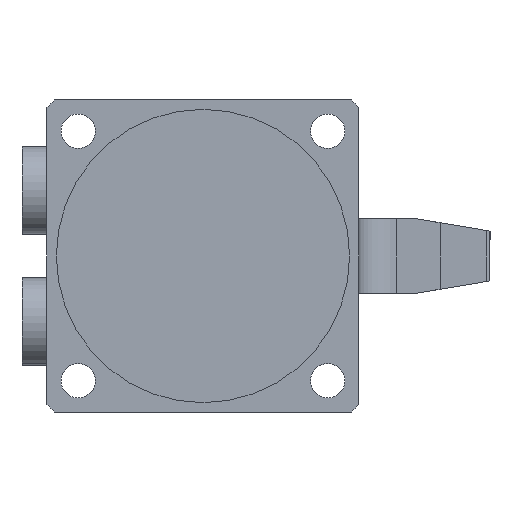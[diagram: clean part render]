
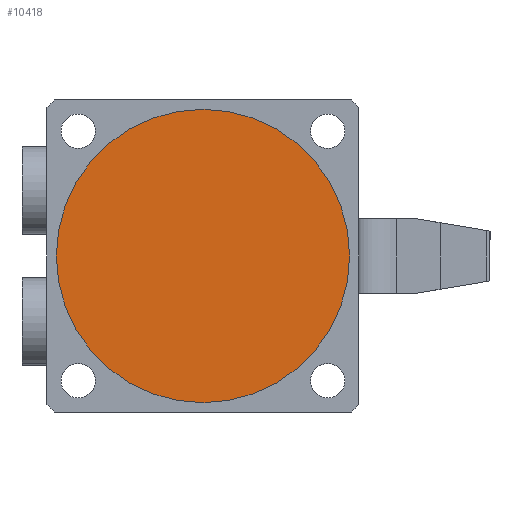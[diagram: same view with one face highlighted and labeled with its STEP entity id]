
A CAD part, front view. The second image highlights one B-rep face of the part: STEP entity #10418.
In plain terms, the highlighted planar face has unit normal (0, -1, 0).
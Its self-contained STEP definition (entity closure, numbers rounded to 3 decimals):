
#276 = CIRCLE ( 'NONE', #2588, 23.5 ) ;
#691 = CARTESIAN_POINT ( 'NONE',  ( 741.964, 71.515, 23.5 ) ) ;
#972 = DIRECTION ( 'NONE',  ( 0., 0., 1. ) ) ;
#1004 = CARTESIAN_POINT ( 'NONE',  ( 741.964, 71.515, -23.5 ) ) ;
#1890 = PLANE ( 'NONE',  #9414 ) ;
#1950 = CARTESIAN_POINT ( 'NONE',  ( 0., 71.515, 0. ) ) ;
#2022 = DIRECTION ( 'NONE',  ( 0., 1., 0. ) ) ;
#2485 = VERTEX_POINT ( 'NONE', #691 ) ;
#2588 = AXIS2_PLACEMENT_3D ( 'NONE', #16007, #8464, #972 ) ;
#2593 = EDGE_CURVE ( 'NONE', #5118, #2485, #8010, .T. ) ;
#5118 = VERTEX_POINT ( 'NONE', #1004 ) ;
#6682 = CARTESIAN_POINT ( 'NONE',  ( 741.964, 71.515, 0. ) ) ;
#6970 = DIRECTION ( 'NONE',  ( 0., 1., 0. ) ) ;
#7472 = FACE_OUTER_BOUND ( 'NONE', #11080, .T. ) ;
#8010 = CIRCLE ( 'NONE', #11956, 23.5 ) ;
#8464 = DIRECTION ( 'NONE',  ( 0., 1., 0. ) ) ;
#8482 = EDGE_CURVE ( 'NONE', #2485, #5118, #276, .T. ) ;
#9414 = AXIS2_PLACEMENT_3D ( 'NONE', #1950, #6970, #15770 ) ;
#9610 = DIRECTION ( 'NONE',  ( 0., 0., 1. ) ) ;
#9927 = ORIENTED_EDGE ( 'NONE', *, *, #2593, .F. ) ;
#10418 = ADVANCED_FACE ( 'NONE', ( #7472 ), #1890, .F. ) ;
#11080 = EDGE_LOOP ( 'NONE', ( #11566, #9927 ) ) ;
#11566 = ORIENTED_EDGE ( 'NONE', *, *, #8482, .F. ) ;
#11956 = AXIS2_PLACEMENT_3D ( 'NONE', #6682, #2022, #9610 ) ;
#15770 = DIRECTION ( 'NONE',  ( 0., 0., 1. ) ) ;
#16007 = CARTESIAN_POINT ( 'NONE',  ( 741.964, 71.515, 0. ) ) ;
